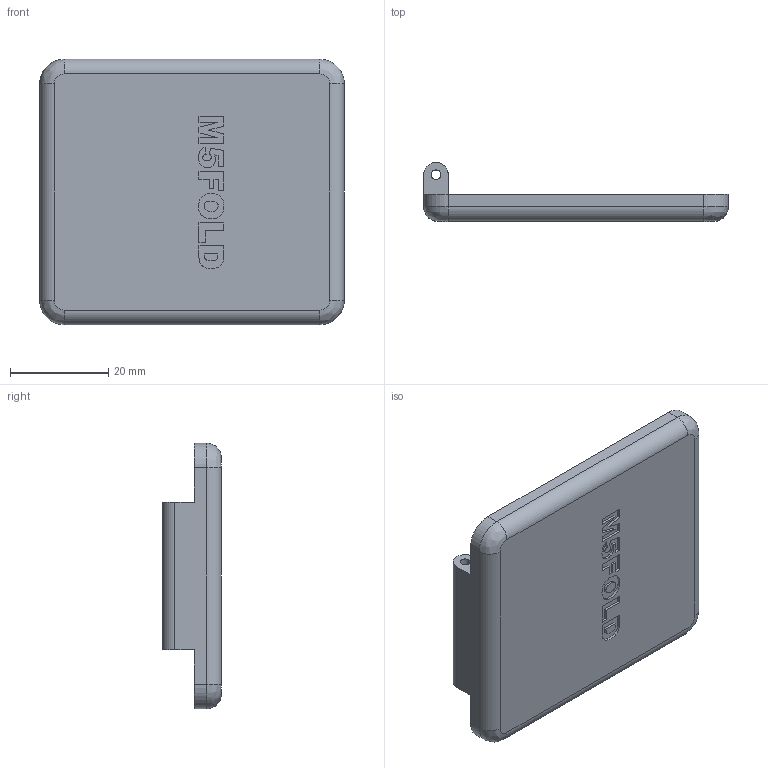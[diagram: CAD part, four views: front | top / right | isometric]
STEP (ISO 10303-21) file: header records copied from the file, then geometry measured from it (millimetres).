
FILE_DESCRIPTION(/* description */ (''),/* implementation_level */ '2;1');
FILE_NAME(/* name */ 'M5Fold_display v7.step',/* time_stamp */ '2022-09-03T04:44:57+09:00',/* author */ (''),/* organization */ (''),/* preprocessor_version */ 'ST-DEVELOPER v19',/* originating_system */ 'Autodesk Translation Framework v11.7.0.108',/* authorisation */ '');
FILE_SCHEMA (('AUTOMOTIVE_DESIGN { 1 0 10303 214 3 1 1 }'));
Length unit declared in the file: millimetre
Products named in the file (1): M5Fold_display
Bounding box: 62.1 x 12 x 54.1 mm (x, y, z)
Volume: 8893.1 mm3; surface area: 9070.7 mm2
Topology: 1 solids, 1 shells, 148 faces, 409 edges, 270 vertices
Faces by surface type: plane 76, bspline 54, cylinder 18
Full cylindrical faces by diameter (mm): 2 x1
Entity records: 5210 total; most frequent: CARTESIAN_POINT 1710, ORIENTED_EDGE 818, DIRECTION 543, EDGE_CURVE 409, VERTEX_POINT 270, LINE 265, VECTOR 265, EDGE_LOOP 159
